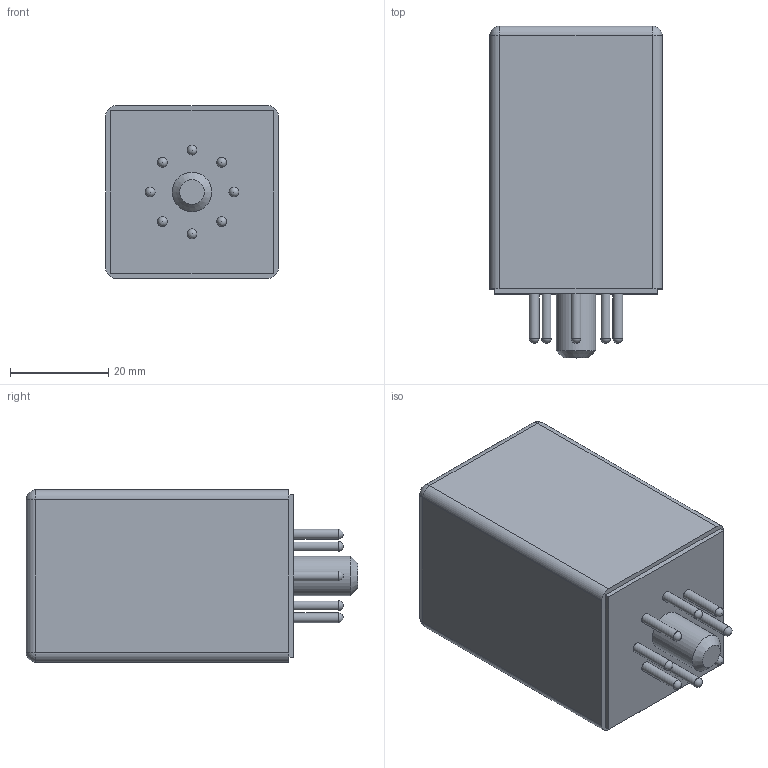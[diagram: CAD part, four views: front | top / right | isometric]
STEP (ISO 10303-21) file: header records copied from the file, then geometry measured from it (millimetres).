
FILE_DESCRIPTION((''),'2;1');
FILE_NAME('R15_DPDT.stp','2015-07-21T11:54:14',('CAD Station'),(''),'Autodesk Inventor 2013','Autodesk Inventor 2013','');
FILE_SCHEMA(('CONFIG_CONTROL_DESIGN'));
Length unit declared in the file: millimetre
Products named in the file (3): R15 DPDT; top
Assembly tree (2 placements, depth 2):
  R15 DPDT
    R15 DPDT
    top
Bounding box: 35 x 67.4 x 35 mm (x, y, z)
Volume: 66937.9 mm3; surface area: 10656.9 mm2
Topology: 2 solids, 2 shells, 71 faces, 172 edges, 110 vertices
Faces by surface type: cylinder 28, plane 28, sphere 11, bspline 2, cone 1, torus 1
Full cylindrical faces by diameter (mm): 1.5 x2, 2 x9, 8 x1
Entity records: 2043 total; most frequent: CARTESIAN_POINT 391, DIRECTION 337, ORIENTED_EDGE 270, EDGE_CURVE 135, AXIS2_PLACEMENT_3D 132, EDGE_LOOP 97, VERTEX_POINT 94, VECTOR 73
